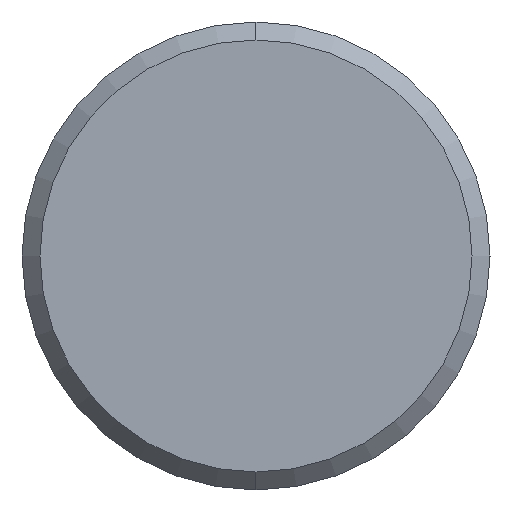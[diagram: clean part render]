
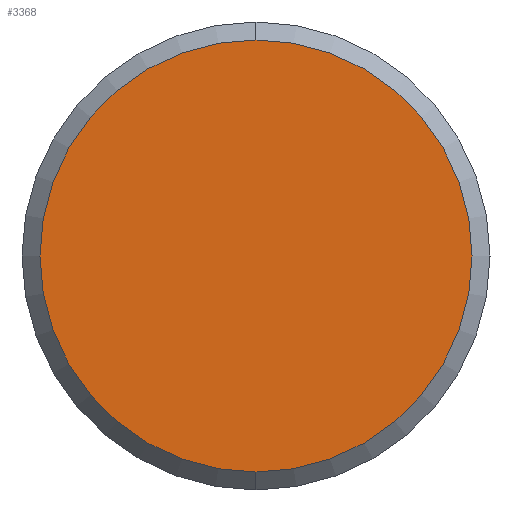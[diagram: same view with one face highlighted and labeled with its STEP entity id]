
A CAD part, left-side view. The second image highlights one B-rep face of the part: STEP entity #3368.
In plain terms, the highlighted planar face has unit normal (-1, 0, 0).
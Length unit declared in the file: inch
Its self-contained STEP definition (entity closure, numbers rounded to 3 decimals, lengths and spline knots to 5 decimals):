
#27 = DIRECTION ( 'NONE',  ( 0., 0., -1. ) ) ;
#84 = DIRECTION ( 'NONE',  ( 1., 0., 0. ) ) ;
#467 = AXIS2_PLACEMENT_3D ( 'NONE', #2752, #533, #2223 ) ;
#533 = DIRECTION ( 'NONE',  ( 1., 0., 0. ) ) ;
#716 = VERTEX_POINT ( 'NONE', #2308 ) ;
#746 = FACE_OUTER_BOUND ( 'NONE', #1056, .T. ) ;
#1056 = EDGE_LOOP ( 'NONE', ( #1319, #2154 ) ) ;
#1319 = ORIENTED_EDGE ( 'NONE', *, *, #1941, .F. ) ;
#1706 = PLANE ( 'NONE',  #2555 ) ;
#1811 = CIRCLE ( 'NONE', #467, 0.54528 ) ;
#1941 = EDGE_CURVE ( 'NONE', #1964, #716, #2911, .T. ) ;
#1964 = VERTEX_POINT ( 'NONE', #2582 ) ;
#2024 = DIRECTION ( 'NONE',  ( 0., 0., -1. ) ) ;
#2073 = AXIS2_PLACEMENT_3D ( 'NONE', #3365, #2827, #27 ) ;
#2154 = ORIENTED_EDGE ( 'NONE', *, *, #2173, .F. ) ;
#2173 = EDGE_CURVE ( 'NONE', #716, #1964, #1811, .T. ) ;
#2223 = DIRECTION ( 'NONE',  ( 0., 0., -1. ) ) ;
#2308 = CARTESIAN_POINT ( 'NONE',  ( -0.37008, 0., 0.54528 ) ) ;
#2536 = CARTESIAN_POINT ( 'NONE',  ( -0.37008, 0.5378, 0. ) ) ;
#2555 = AXIS2_PLACEMENT_3D ( 'NONE', #2536, #84, #2024 ) ;
#2582 = CARTESIAN_POINT ( 'NONE',  ( -0.37008, 0., -0.54528 ) ) ;
#2752 = CARTESIAN_POINT ( 'NONE',  ( -0.37008, 0., 0. ) ) ;
#2827 = DIRECTION ( 'NONE',  ( 1., 0., 0. ) ) ;
#2911 = CIRCLE ( 'NONE', #2073, 0.54528 ) ;
#3365 = CARTESIAN_POINT ( 'NONE',  ( -0.37008, 0., 0. ) ) ;
#3368 = ADVANCED_FACE ( 'NONE', ( #746 ), #1706, .F. ) ;
